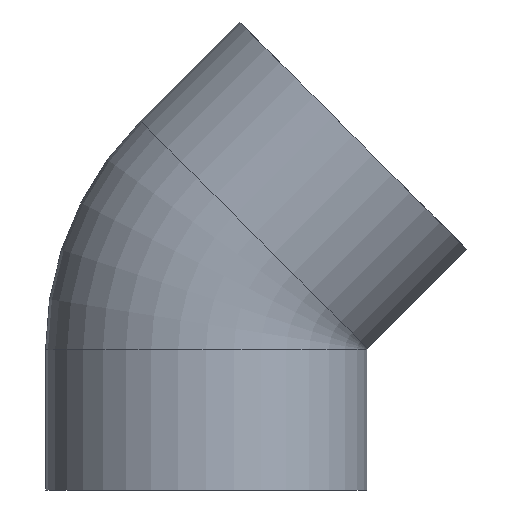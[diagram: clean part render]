
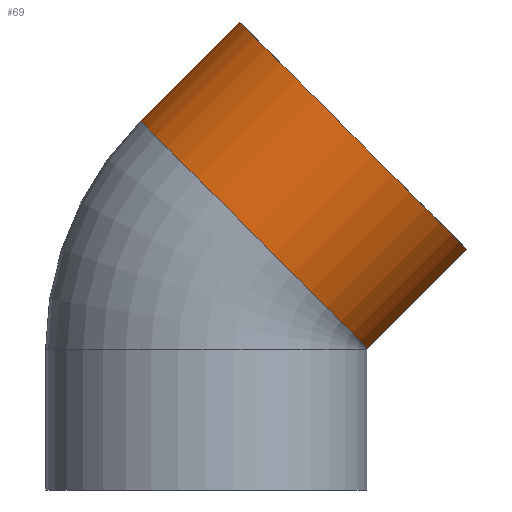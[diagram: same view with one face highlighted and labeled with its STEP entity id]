
A CAD part, front view. The second image highlights one B-rep face of the part: STEP entity #69.
In plain terms, the highlighted cylindrical face has radius 82.75 mm (diameter 165.5 mm), a partial arc.
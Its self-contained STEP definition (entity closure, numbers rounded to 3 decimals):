
#69=ADVANCED_FACE('',(#136),#137,.T.);
#136=FACE_OUTER_BOUND('',#196,.T.);
#137=CYLINDRICAL_SURFACE('',#197,82.75);
#196=EDGE_LOOP('',(#317,#318,#319,#320));
#197=AXIS2_PLACEMENT_3D('',#321,#322,#323);
#317=ORIENTED_EDGE('',*,*,#344,.T.);
#318=ORIENTED_EDGE('',*,*,#377,.F.);
#319=ORIENTED_EDGE('',*,*,#346,.T.);
#320=ORIENTED_EDGE('',*,*,#379,.F.);
#321=CARTESIAN_POINT('',(50.132,0.0,157.132));
#322=DIRECTION('',(-0.707,0.0,-0.707));
#323=DIRECTION('',(-0.707,0.0,0.707));
#344=EDGE_CURVE('',#401,#383,#402,.T.);
#346=EDGE_CURVE('',#386,#403,#405,.T.);
#377=EDGE_CURVE('',#386,#383,#446,.T.);
#379=EDGE_CURVE('',#401,#403,#448,.T.);
#383=VERTEX_POINT('',#452);
#386=VERTEX_POINT('',#455);
#401=VERTEX_POINT('',#600);
#402=LINE('',#601,#602);
#403=VERTEX_POINT('',#603);
#405=LINE('',#605,#606);
#446=CIRCLE('',#783,82.75);
#448=CIRCLE('',#785,82.75);
#452=CARTESIAN_POINT('',(-33.91,0.0,190.116));
#455=CARTESIAN_POINT('',(83.116,0.,73.09));
#600=CARTESIAN_POINT('',(17.147,0.0,241.174));
#601=CARTESIAN_POINT('',(-8.381,0.,215.645));
#602=VECTOR('',#806,1.0);
#603=CARTESIAN_POINT('',(134.174,0.,124.147));
#605=CARTESIAN_POINT('',(108.645,0.,98.619));
#606=VECTOR('',#810,1.0);
#783=AXIS2_PLACEMENT_3D('',#850,#851,#852);
#785=AXIS2_PLACEMENT_3D('',#853,#854,#855);
#806=DIRECTION('',(-0.707,0.0,-0.707));
#810=DIRECTION('',(0.707,-0.0,0.707));
#850=CARTESIAN_POINT('',(24.603,0.0,131.603));
#851=DIRECTION('',(-0.707,0.0,-0.707));
#852=DIRECTION('',(-0.707,0.0,0.707));
#853=CARTESIAN_POINT('',(75.66,0.0,182.66));
#854=DIRECTION('',(0.707,0.0,0.707));
#855=DIRECTION('',(-0.707,0.0,0.707));
